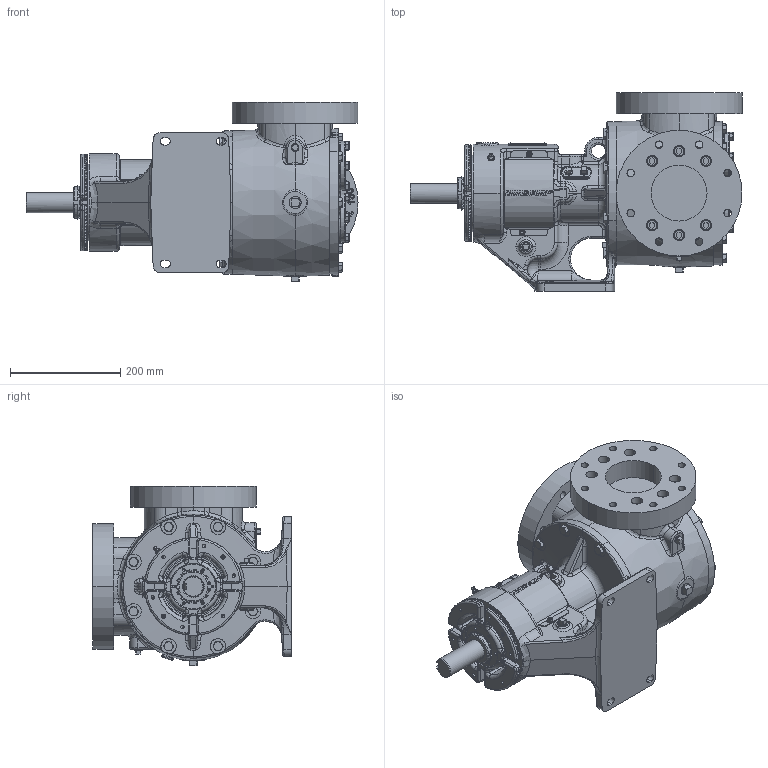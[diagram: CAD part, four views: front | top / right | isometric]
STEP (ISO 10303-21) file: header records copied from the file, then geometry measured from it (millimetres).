
FILE_DESCRIPTION (( 'STEP AP214' ), '1' );
FILE_NAME ('LV-4564.STEP', '2024-04-17T13:03:08', ( '' ), ( '' ), 'SwSTEP 2.0', 'SolidWorks 2022', '' );
FILE_SCHEMA (( 'AUTOMOTIVE_DESIGN' ));
Length unit declared in the file: inch
Products named in the file (1): LV-4564
Bounding box: 603.26 x 360.36 x 326.71 mm (x, y, z)
Volume: 19109612.2 mm3; surface area: 1001071.4 mm2
Topology: 1 solids, 13 shells, 4744 faces, 12090 edges, 7558 vertices
Faces by surface type: plane 1618, bspline 1301, cylinder 978, cone 682, torus 109, sphere 56
Entity records: 266430 total; most frequent: CARTESIAN_POINT 100442, ORIENTED_EDGE 24014, DIRECTION 18197, EDGE_CURVE 12007, VERTEX_POINT 7555, AXIS2_PLACEMENT_3D 6684, EDGE_LOOP 5088, VECTOR 4829
